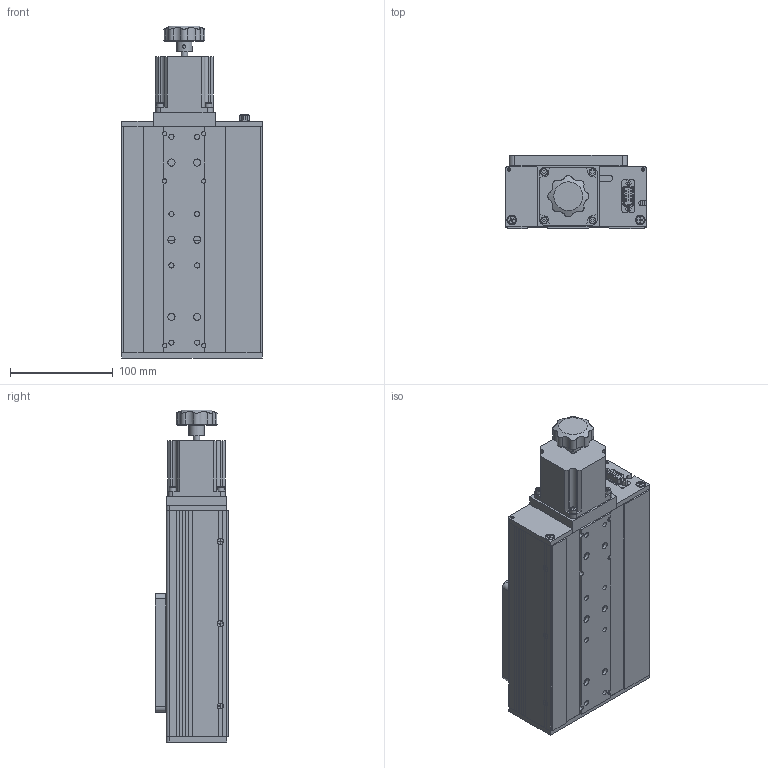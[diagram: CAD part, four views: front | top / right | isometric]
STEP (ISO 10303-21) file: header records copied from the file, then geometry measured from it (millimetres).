
FILE_DESCRIPTION (( 'STEP AP203' ), '1' );
FILE_NAME ('08PMT-50M.STEP', '2023-10-16T04:13:53', ( '' ), ( '' ), 'SwSTEP 2.0', 'SolidWorks 2022', '' );
FILE_SCHEMA (( 'CONFIG_CONTROL_DESIGN' ));
Length unit declared in the file: millimetre
Products named in the file (1): 08PMT-50M
Bounding box: 137 x 71 x 322.8 mm (x, y, z)
Surface area: 232212.2 mm2 (no closed solid volume)
Topology: 0 solids, 50 shells, 611 faces, 2172 edges, 1597 vertices
Faces by surface type: plane 382, cylinder 155, cone 58, torus 12, sphere 4
Full cylindrical faces by diameter (mm): 0.8 x15, 2.5 x2, 3.3 x4, 3.454 x4, 4.2 x6, 5 x8, 5.105 x19, 5.8 x6, 6.35 x1, 6.5 x4, 7 x6, 7.7 x4, 11 x10, 15 x1, 16 x1
Entity records: 23090 total; most frequent: CARTESIAN_POINT 4661, DIRECTION 3778, ORIENTED_EDGE 3250, EDGE_CURVE 2043, VERTEX_POINT 1575, VECTOR 1410, LINE 1410, AXIS2_PLACEMENT_3D 1184
